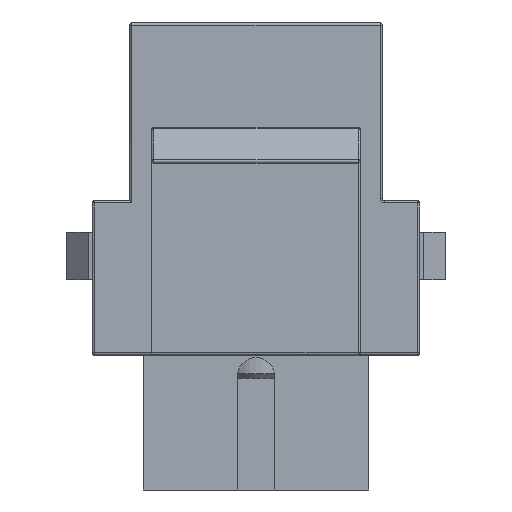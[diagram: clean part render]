
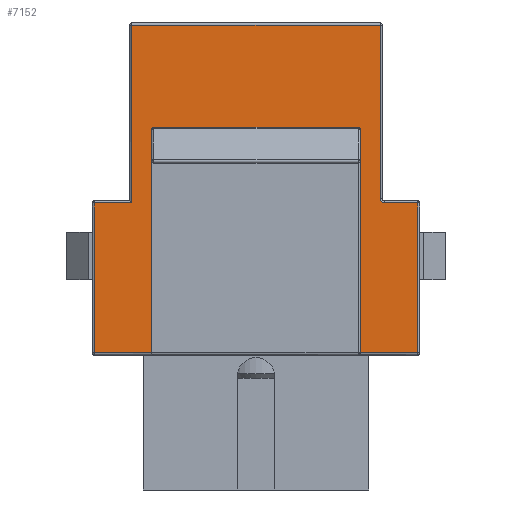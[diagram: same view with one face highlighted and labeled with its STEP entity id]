
A CAD part, front view. The second image highlights one B-rep face of the part: STEP entity #7152.
In plain terms, the highlighted planar face has unit normal (0, -1, 0).
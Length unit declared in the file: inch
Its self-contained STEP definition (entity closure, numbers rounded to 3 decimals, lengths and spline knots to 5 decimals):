
#7151 = VERTEX_POINT ( 'NONE', #9947 ) ;
#7152 = ADVANCED_FACE ( 'NONE', ( #9945 ), #9812, .F. ) ;
#7157 = ORIENTED_EDGE ( 'NONE', *, *, #7359, .T. ) ;
#7158 = ORIENTED_EDGE ( 'NONE', *, *, #7411, .T. ) ;
#7161 = VERTEX_POINT ( 'NONE', #9978 ) ;
#7172 = ORIENTED_EDGE ( 'NONE', *, *, #7317, .T. ) ;
#7174 = VERTEX_POINT ( 'NONE', #9982 ) ;
#7184 = EDGE_LOOP ( 'NONE', ( #7226, #7228, #7172, #7327, #7422, #7405, #7341, #7355, #7320, #7447, #7332, #7308, #7253, #7158, #7157 ) ) ;
#7187 = VERTEX_POINT ( 'NONE', #10016 ) ;
#7226 = ORIENTED_EDGE ( 'NONE', *, *, #7231, .T. ) ;
#7227 = EDGE_CURVE ( 'NONE', #7321, #7151, #10079, .T. ) ;
#7228 = ORIENTED_EDGE ( 'NONE', *, *, #7227, .T. ) ;
#7231 = EDGE_CURVE ( 'NONE', #7174, #7321, #10048, .T. ) ;
#7253 = ORIENTED_EDGE ( 'NONE', *, *, #7476, .T. ) ;
#7308 = ORIENTED_EDGE ( 'NONE', *, *, #7446, .T. ) ;
#7317 = EDGE_CURVE ( 'NONE', #7151, #7407, #10229, .T. ) ;
#7318 = VERTEX_POINT ( 'NONE', #10298 ) ;
#7320 = ORIENTED_EDGE ( 'NONE', *, *, #7448, .T. ) ;
#7321 = VERTEX_POINT ( 'NONE', #10279 ) ;
#7323 = EDGE_CURVE ( 'NONE', #7475, #7449, #10269, .T. ) ;
#7324 = EDGE_CURVE ( 'NONE', #7318, #7402, #10264, .T. ) ;
#7327 = ORIENTED_EDGE ( 'NONE', *, *, #7404, .T. ) ;
#7328 = VERTEX_POINT ( 'NONE', #10296 ) ;
#7332 = ORIENTED_EDGE ( 'NONE', *, *, #7334, .F. ) ;
#7334 = EDGE_CURVE ( 'NONE', #7335, #7449, #10174, .T. ) ;
#7335 = VERTEX_POINT ( 'NONE', #10258 ) ;
#7341 = ORIENTED_EDGE ( 'NONE', *, *, #7403, .F. ) ;
#7355 = ORIENTED_EDGE ( 'NONE', *, *, #7324, .T. ) ;
#7359 = EDGE_CURVE ( 'NONE', #7410, #7174, #10194, .T. ) ;
#7402 = VERTEX_POINT ( 'NONE', #10474 ) ;
#7403 = EDGE_CURVE ( 'NONE', #7318, #7328, #10454, .T. ) ;
#7404 = EDGE_CURVE ( 'NONE', #7407, #7595, #10351, .T. ) ;
#7405 = ORIENTED_EDGE ( 'NONE', *, *, #7406, .T. ) ;
#7406 = EDGE_CURVE ( 'NONE', #7596, #7328, #10341, .T. ) ;
#7407 = VERTEX_POINT ( 'NONE', #10457 ) ;
#7410 = VERTEX_POINT ( 'NONE', #10350 ) ;
#7411 = EDGE_CURVE ( 'NONE', #7161, #7410, #10389, .T. ) ;
#7422 = ORIENTED_EDGE ( 'NONE', *, *, #7549, .F. ) ;
#7446 = EDGE_CURVE ( 'NONE', #7335, #7187, #10399, .T. ) ;
#7447 = ORIENTED_EDGE ( 'NONE', *, *, #7323, .T. ) ;
#7448 = EDGE_CURVE ( 'NONE', #7402, #7475, #10394, .T. ) ;
#7449 = VERTEX_POINT ( 'NONE', #10408 ) ;
#7475 = VERTEX_POINT ( 'NONE', #10544 ) ;
#7476 = EDGE_CURVE ( 'NONE', #7187, #7161, #10568, .T. ) ;
#7549 = EDGE_CURVE ( 'NONE', #7596, #7595, #10787, .T. ) ;
#7595 = VERTEX_POINT ( 'NONE', #10818 ) ;
#7596 = VERTEX_POINT ( 'NONE', #10811 ) ;
#9739 = CARTESIAN_POINT ( 'NONE',  ( -0.374, -0.323, 0.072 ) ) ;
#9804 = DIRECTION ( 'NONE',  ( -1., 0., 0. ) ) ;
#9812 = PLANE ( 'NONE',  #9821 ) ;
#9821 = AXIS2_PLACEMENT_3D ( 'NONE', #9739, #9886, #9804 ) ;
#9886 = DIRECTION ( 'NONE',  ( 0., 1., 0. ) ) ;
#9945 = FACE_OUTER_BOUND ( 'NONE', #7184, .T. ) ;
#9947 = CARTESIAN_POINT ( 'NONE',  ( -0.238, -0.323, -0.275 ) ) ;
#9978 = CARTESIAN_POINT ( 'NONE',  ( -0.283, -0.323, 0.473 ) ) ;
#9982 = CARTESIAN_POINT ( 'NONE',  ( -0.369, -0.323, 0.067 ) ) ;
#10016 = CARTESIAN_POINT ( 'NONE',  ( 0.283, -0.323, 0.473 ) ) ;
#10048 = LINE ( 'NONE', #10136, #10135 ) ;
#10079 = LINE ( 'NONE', #10142, #10141 ) ;
#10134 = DIRECTION ( 'NONE',  ( 0., 0., -1. ) ) ;
#10135 = VECTOR ( 'NONE', #10134, 39.37008 ) ;
#10136 = CARTESIAN_POINT ( 'NONE',  ( -0.369, -0.323, 0.072 ) ) ;
#10140 = DIRECTION ( 'NONE',  ( 1., 0., 0. ) ) ;
#10141 = VECTOR ( 'NONE', #10140, 39.37008 ) ;
#10142 = CARTESIAN_POINT ( 'NONE',  ( -0.374, -0.323, -0.275 ) ) ;
#10162 = DIRECTION ( 'NONE',  ( -1., 0., 0. ) ) ;
#10163 = DIRECTION ( 'NONE',  ( 0., -1., 0. ) ) ;
#10164 = CARTESIAN_POINT ( 'NONE',  ( 0.293, -0.323, 0.077 ) ) ;
#10174 = CIRCLE ( 'NONE', #10272, 0.01 ) ;
#10189 = DIRECTION ( 'NONE',  ( -1., 0., 0. ) ) ;
#10190 = VECTOR ( 'NONE', #10189, 39.37008 ) ;
#10191 = CARTESIAN_POINT ( 'NONE',  ( -0.374, -0.323, 0.067 ) ) ;
#10194 = LINE ( 'NONE', #10191, #10190 ) ;
#10228 = CARTESIAN_POINT ( 'NONE',  ( -0.238, -0.323, -0.17363 ) ) ;
#10229 = LINE ( 'NONE', #10228, #10281 ) ;
#10258 = CARTESIAN_POINT ( 'NONE',  ( 0.283, -0.323, 0.077 ) ) ;
#10260 = DIRECTION ( 'NONE',  ( 1., 0., 0. ) ) ;
#10261 = VECTOR ( 'NONE', #10260, 39.37008 ) ;
#10262 = CARTESIAN_POINT ( 'NONE',  ( -0.374, -0.323, -0.275 ) ) ;
#10264 = LINE ( 'NONE', #10262, #10261 ) ;
#10266 = DIRECTION ( 'NONE',  ( -1., 0., 0. ) ) ;
#10267 = VECTOR ( 'NONE', #10266, 39.37008 ) ;
#10268 = CARTESIAN_POINT ( 'NONE',  ( 0.288, -0.323, 0.067 ) ) ;
#10269 = LINE ( 'NONE', #10268, #10267 ) ;
#10272 = AXIS2_PLACEMENT_3D ( 'NONE', #10164, #10163, #10162 ) ;
#10279 = CARTESIAN_POINT ( 'NONE',  ( -0.369, -0.323, -0.275 ) ) ;
#10280 = DIRECTION ( 'NONE',  ( 0., 0., 1. ) ) ;
#10281 = VECTOR ( 'NONE', #10280, 39.37008 ) ;
#10296 = CARTESIAN_POINT ( 'NONE',  ( 0.238, -0.323, -0.18943 ) ) ;
#10298 = CARTESIAN_POINT ( 'NONE',  ( 0.238, -0.323, -0.275 ) ) ;
#10331 = CARTESIAN_POINT ( 'NONE',  ( 0.238, -0.323, -0.18943 ) ) ;
#10332 = CARTESIAN_POINT ( 'NONE',  ( 0.238, -0.323, -0.18602 ) ) ;
#10333 = CARTESIAN_POINT ( 'NONE',  ( 0.23719, -0.323, -0.18265 ) ) ;
#10334 = CARTESIAN_POINT ( 'NONE',  ( 0.23484, -0.323, -0.17817 ) ) ;
#10335 = CARTESIAN_POINT ( 'NONE',  ( 0.23385, -0.323, -0.17675 ) ) ;
#10336 = CARTESIAN_POINT ( 'NONE',  ( 0.23132, -0.323, -0.17447 ) ) ;
#10337 = CARTESIAN_POINT ( 'NONE',  ( 0.22972, -0.323, -0.17363 ) ) ;
#10338 = CARTESIAN_POINT ( 'NONE',  ( 0.228, -0.323, -0.17363 ) ) ;
#10341 = B_SPLINE_CURVE_WITH_KNOTS ( 'NONE', 3,
 ( #10338, #10337, #10336, #10335, #10334, #10333, #10332, #10331 ),
 .UNSPECIFIED., .F., .F.,
 ( 4, 2, 2, 4 ),
 ( 0., 0.00013, 0.00026, 0.00052 ),
 .UNSPECIFIED. ) ;
#10342 = CARTESIAN_POINT ( 'NONE',  ( -0.228, -0.323, -0.17363 ) ) ;
#10343 = CARTESIAN_POINT ( 'NONE',  ( -0.22972, -0.323, -0.17363 ) ) ;
#10344 = CARTESIAN_POINT ( 'NONE',  ( -0.23132, -0.323, -0.17447 ) ) ;
#10345 = CARTESIAN_POINT ( 'NONE',  ( -0.23385, -0.323, -0.17675 ) ) ;
#10346 = CARTESIAN_POINT ( 'NONE',  ( -0.23484, -0.323, -0.17817 ) ) ;
#10347 = CARTESIAN_POINT ( 'NONE',  ( -0.23719, -0.323, -0.18266 ) ) ;
#10348 = CARTESIAN_POINT ( 'NONE',  ( -0.238, -0.323, -0.18602 ) ) ;
#10349 = CARTESIAN_POINT ( 'NONE',  ( -0.238, -0.323, -0.18943 ) ) ;
#10350 = CARTESIAN_POINT ( 'NONE',  ( -0.283, -0.323, 0.067 ) ) ;
#10351 = B_SPLINE_CURVE_WITH_KNOTS ( 'NONE', 3,
 ( #10349, #10348, #10347, #10346, #10345, #10344, #10343, #10342 ),
 .UNSPECIFIED., .F., .F.,
 ( 4, 2, 2, 4 ),
 ( 0., 0.00026, 0.00038, 0.00051 ),
 .UNSPECIFIED. ) ;
#10353 = DIRECTION ( 'NONE',  ( 0., 0., 1. ) ) ;
#10354 = VECTOR ( 'NONE', #10353, 39.37008 ) ;
#10355 = CARTESIAN_POINT ( 'NONE',  ( 0.238, -0.323, -0.17363 ) ) ;
#10384 = DIRECTION ( 'NONE',  ( 0., 0., -1. ) ) ;
#10385 = VECTOR ( 'NONE', #10384, 39.37008 ) ;
#10386 = CARTESIAN_POINT ( 'NONE',  ( -0.283, -0.323, 0.072 ) ) ;
#10389 = LINE ( 'NONE', #10386, #10385 ) ;
#10392 = VECTOR ( 'NONE', #10518, 39.37008 ) ;
#10393 = CARTESIAN_POINT ( 'NONE',  ( 0.369, -0.323, 0.072 ) ) ;
#10394 = LINE ( 'NONE', #10393, #10392 ) ;
#10396 = DIRECTION ( 'NONE',  ( 0., 0., 1. ) ) ;
#10397 = VECTOR ( 'NONE', #10396, 39.37008 ) ;
#10398 = CARTESIAN_POINT ( 'NONE',  ( 0.283, -0.323, 0.072 ) ) ;
#10399 = LINE ( 'NONE', #10398, #10397 ) ;
#10408 = CARTESIAN_POINT ( 'NONE',  ( 0.293, -0.323, 0.067 ) ) ;
#10454 = LINE ( 'NONE', #10355, #10354 ) ;
#10457 = CARTESIAN_POINT ( 'NONE',  ( -0.238, -0.323, -0.18943 ) ) ;
#10474 = CARTESIAN_POINT ( 'NONE',  ( 0.369, -0.323, -0.275 ) ) ;
#10518 = DIRECTION ( 'NONE',  ( 0., 0., 1. ) ) ;
#10544 = CARTESIAN_POINT ( 'NONE',  ( 0.369, -0.323, 0.067 ) ) ;
#10567 = CARTESIAN_POINT ( 'NONE',  ( -0.288, -0.323, 0.473 ) ) ;
#10568 = LINE ( 'NONE', #10567, #10571 ) ;
#10570 = DIRECTION ( 'NONE',  ( -1., 0., 0. ) ) ;
#10571 = VECTOR ( 'NONE', #10570, 39.37008 ) ;
#10784 = DIRECTION ( 'NONE',  ( -1., 0., 0. ) ) ;
#10785 = VECTOR ( 'NONE', #10784, 39.37008 ) ;
#10786 = CARTESIAN_POINT ( 'NONE',  ( 0.238, -0.323, -0.17363 ) ) ;
#10787 = LINE ( 'NONE', #10786, #10785 ) ;
#10811 = CARTESIAN_POINT ( 'NONE',  ( 0.228, -0.323, -0.17363 ) ) ;
#10818 = CARTESIAN_POINT ( 'NONE',  ( -0.228, -0.323, -0.17363 ) ) ;
